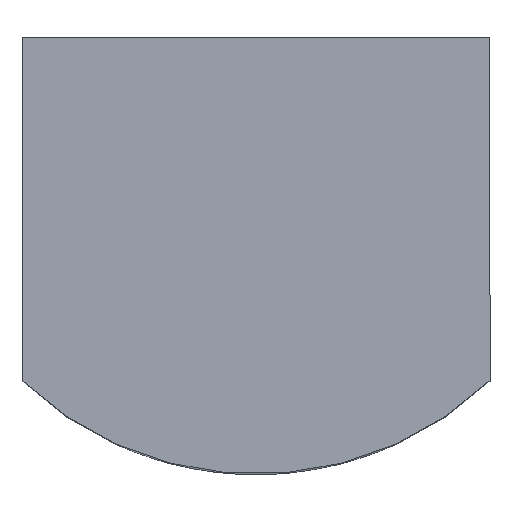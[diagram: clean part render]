
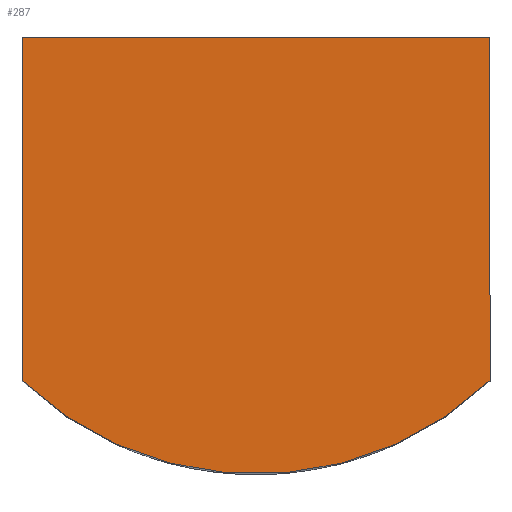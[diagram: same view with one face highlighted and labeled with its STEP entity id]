
A CAD part, top view. The second image highlights one B-rep face of the part: STEP entity #287.
In plain terms, the highlighted planar face has unit normal (0, 0, 1).
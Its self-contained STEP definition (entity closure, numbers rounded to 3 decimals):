
#1 = DIRECTION ( 'NONE',  ( -1., 0., 0. ) ) ;
#6 = EDGE_CURVE ( 'NONE', #50, #81, #156, .T. ) ;
#7 = EDGE_CURVE ( 'NONE', #148, #50, #46, .T. ) ;
#15 = ORIENTED_EDGE ( 'NONE', *, *, #132, .T. ) ;
#18 = CARTESIAN_POINT ( 'NONE',  ( 0., 0., 12. ) ) ;
#44 = CARTESIAN_POINT ( 'NONE',  ( 15., -11., 12. ) ) ;
#46 = LINE ( 'NONE', #18, #222 ) ;
#49 = CARTESIAN_POINT ( 'NONE',  ( 0., -11., 12. ) ) ;
#50 = VERTEX_POINT ( 'NONE', #186 ) ;
#67 = EDGE_LOOP ( 'NONE', ( #68, #15, #295, #231 ) ) ;
#68 = ORIENTED_EDGE ( 'NONE', *, *, #7, .F. ) ;
#81 = VERTEX_POINT ( 'NONE', #44 ) ;
#94 = CARTESIAN_POINT ( 'NONE',  ( 0., 0., 12. ) ) ;
#95 = VECTOR ( 'NONE', #355, 1000. ) ;
#99 = AXIS2_PLACEMENT_3D ( 'NONE', #325, #369, #254 ) ;
#111 = PLANE ( 'NONE',  #99 ) ;
#112 = EDGE_CURVE ( 'NONE', #81, #235, #119, .T. ) ;
#119 = CIRCLE ( 'NONE', #252, 10.875 ) ;
#124 = DIRECTION ( 'NONE',  ( 1., 0., 0. ) ) ;
#132 = EDGE_CURVE ( 'NONE', #148, #235, #317, .T. ) ;
#148 = VERTEX_POINT ( 'NONE', #94 ) ;
#153 = CARTESIAN_POINT ( 'NONE',  ( 15., 0., 12. ) ) ;
#156 = LINE ( 'NONE', #153, #296 ) ;
#186 = CARTESIAN_POINT ( 'NONE',  ( 15., 0., 12. ) ) ;
#191 = CARTESIAN_POINT ( 'NONE',  ( 7.5, -3.125, 12. ) ) ;
#196 = FACE_OUTER_BOUND ( 'NONE', #67, .T. ) ;
#222 = VECTOR ( 'NONE', #124, 1000. ) ;
#231 = ORIENTED_EDGE ( 'NONE', *, *, #6, .F. ) ;
#235 = VERTEX_POINT ( 'NONE', #49 ) ;
#252 = AXIS2_PLACEMENT_3D ( 'NONE', #191, #342, #1 ) ;
#254 = DIRECTION ( 'NONE',  ( -1., 0., 0. ) ) ;
#286 = CARTESIAN_POINT ( 'NONE',  ( 0., 0., 12. ) ) ;
#287 = ADVANCED_FACE ( 'NONE', ( #196 ), #111, .F. ) ;
#295 = ORIENTED_EDGE ( 'NONE', *, *, #112, .F. ) ;
#296 = VECTOR ( 'NONE', #341, 1000. ) ;
#317 = LINE ( 'NONE', #286, #95 ) ;
#325 = CARTESIAN_POINT ( 'NONE',  ( 7.5, -3.125, 12. ) ) ;
#341 = DIRECTION ( 'NONE',  ( 0., -1., 0. ) ) ;
#342 = DIRECTION ( 'NONE',  ( 0., 0., -1. ) ) ;
#355 = DIRECTION ( 'NONE',  ( 0., -1., 0. ) ) ;
#369 = DIRECTION ( 'NONE',  ( 0., 0., -1. ) ) ;
